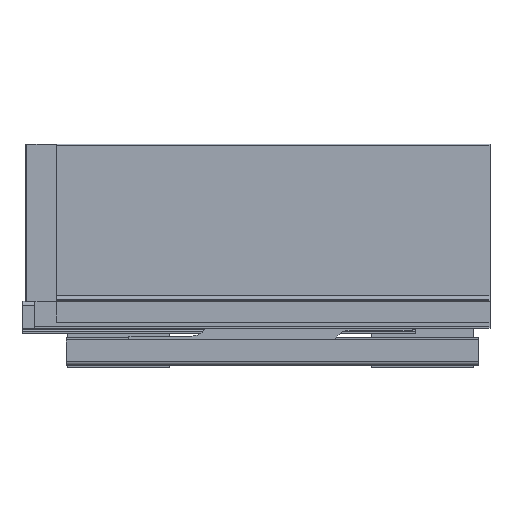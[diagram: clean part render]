
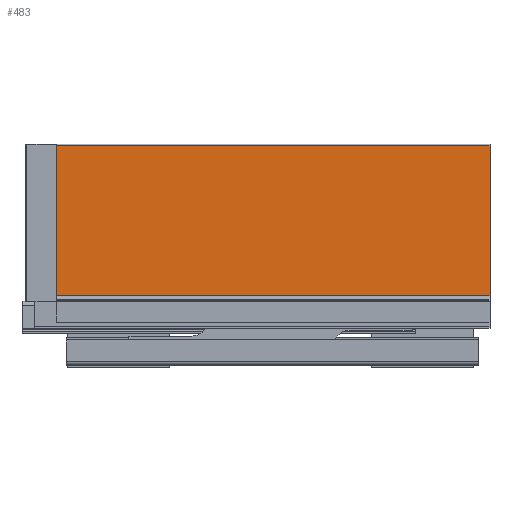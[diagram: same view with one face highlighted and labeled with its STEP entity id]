
A CAD part, top view. The second image highlights one B-rep face of the part: STEP entity #483.
In plain terms, the highlighted planar face has unit normal (0, 0, 1).
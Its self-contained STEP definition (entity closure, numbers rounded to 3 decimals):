
#60 = CARTESIAN_POINT ( 'NONE',  ( -275.5, 116., 14. ) ) ;
#483 = ADVANCED_FACE ( 'NONE', ( #8800 ), #5282, .T. ) ;
#603 = EDGE_CURVE ( 'NONE', #7444, #5723, #4423, .T. ) ;
#883 = CARTESIAN_POINT ( 'NONE',  ( 0., 116., 14. ) ) ;
#1022 = LINE ( 'NONE', #6752, #5364 ) ;
#1208 = CARTESIAN_POINT ( 'NONE',  ( 0., 20.5, 14. ) ) ;
#1578 = DIRECTION ( 'NONE',  ( 0., -1., 0. ) ) ;
#2069 = DIRECTION ( 'NONE',  ( 0., -1., 0. ) ) ;
#2515 = VECTOR ( 'NONE', #2684, 1000. ) ;
#2536 = CARTESIAN_POINT ( 'NONE',  ( -292., 116., 14. ) ) ;
#2684 = DIRECTION ( 'NONE',  ( 1., 0., 0. ) ) ;
#2909 = CARTESIAN_POINT ( 'NONE',  ( -292., 116., 14. ) ) ;
#3338 = DIRECTION ( 'NONE',  ( 0., -1., 0. ) ) ;
#3393 = LINE ( 'NONE', #60, #4647 ) ;
#3723 = AXIS2_PLACEMENT_3D ( 'NONE', #2909, #6530, #1578 ) ;
#3998 = LINE ( 'NONE', #2536, #2515 ) ;
#4235 = CARTESIAN_POINT ( 'NONE',  ( -275.5, 116., 14. ) ) ;
#4423 = LINE ( 'NONE', #883, #7206 ) ;
#4586 = ORIENTED_EDGE ( 'NONE', *, *, #603, .F. ) ;
#4647 = VECTOR ( 'NONE', #2069, 1000. ) ;
#4682 = EDGE_CURVE ( 'NONE', #4731, #5723, #1022, .T. ) ;
#4731 = VERTEX_POINT ( 'NONE', #8130 ) ;
#5282 = PLANE ( 'NONE',  #3723 ) ;
#5364 = VECTOR ( 'NONE', #7425, 1000. ) ;
#5723 = VERTEX_POINT ( 'NONE', #1208 ) ;
#6530 = DIRECTION ( 'NONE',  ( 0., 0., 1. ) ) ;
#6752 = CARTESIAN_POINT ( 'NONE',  ( 0., 20.5, 14. ) ) ;
#7125 = VERTEX_POINT ( 'NONE', #4235 ) ;
#7206 = VECTOR ( 'NONE', #3338, 1000. ) ;
#7263 = CARTESIAN_POINT ( 'NONE',  ( 0., 116., 14. ) ) ;
#7425 = DIRECTION ( 'NONE',  ( 1., 0., 0. ) ) ;
#7444 = VERTEX_POINT ( 'NONE', #7263 ) ;
#7601 = ORIENTED_EDGE ( 'NONE', *, *, #8966, .F. ) ;
#7993 = EDGE_LOOP ( 'NONE', ( #7601, #8351, #8107, #4586 ) ) ;
#8107 = ORIENTED_EDGE ( 'NONE', *, *, #4682, .T. ) ;
#8130 = CARTESIAN_POINT ( 'NONE',  ( -275.5, 20.5, 14. ) ) ;
#8351 = ORIENTED_EDGE ( 'NONE', *, *, #9085, .T. ) ;
#8800 = FACE_OUTER_BOUND ( 'NONE', #7993, .T. ) ;
#8966 = EDGE_CURVE ( 'NONE', #7125, #7444, #3998, .T. ) ;
#9085 = EDGE_CURVE ( 'NONE', #7125, #4731, #3393, .T. ) ;
